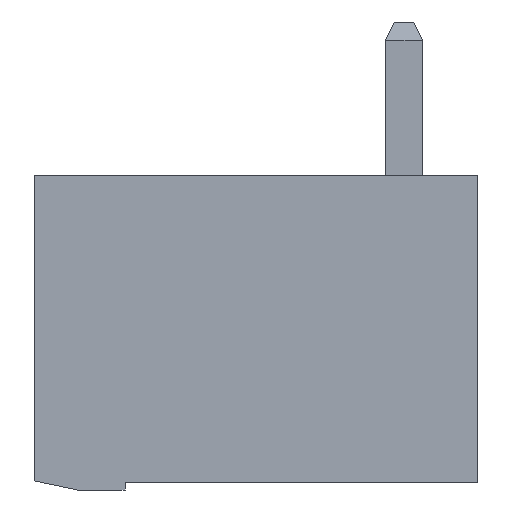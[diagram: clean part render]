
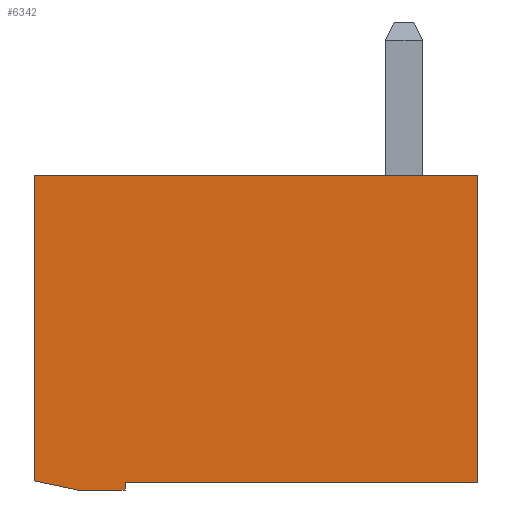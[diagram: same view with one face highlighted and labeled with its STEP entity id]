
A CAD part, left-side view. The second image highlights one B-rep face of the part: STEP entity #6342.
In plain terms, the highlighted planar face has unit normal (-1, 0, 0).
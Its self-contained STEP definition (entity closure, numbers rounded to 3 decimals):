
#128 = EDGE_CURVE ( 'NONE', #5791, #6653, #8560, .T. ) ;
#1019 = VECTOR ( 'NONE', #2098, 1000. ) ;
#1041 = VECTOR ( 'NONE', #15573, 1000. ) ;
#1244 = DIRECTION ( 'NONE',  ( 0., 1., 0. ) ) ;
#1697 = FACE_OUTER_BOUND ( 'NONE', #6757, .T. ) ;
#1915 = ORIENTED_EDGE ( 'NONE', *, *, #13597, .F. ) ;
#2098 = DIRECTION ( 'NONE',  ( 0., 0., 1. ) ) ;
#2898 = CARTESIAN_POINT ( 'NONE',  ( -33.52, 8.04, -3.25 ) ) ;
#3387 = LINE ( 'NONE', #9997, #8400 ) ;
#3509 = CARTESIAN_POINT ( 'NONE',  ( -33.52, 10.5, -3.205 ) ) ;
#3591 = DIRECTION ( 'NONE',  ( 0., 0.979, 0.205 ) ) ;
#3907 = VECTOR ( 'NONE', #9038, 1000. ) ;
#3942 = CARTESIAN_POINT ( 'NONE',  ( -33.52, 8.04, -3.45 ) ) ;
#4086 = CARTESIAN_POINT ( 'NONE',  ( -33.52, -1.5, 5.05 ) ) ;
#4611 = LINE ( 'NONE', #3509, #9278 ) ;
#5190 = LINE ( 'NONE', #3942, #3907 ) ;
#5350 = PLANE ( 'NONE',  #5533 ) ;
#5363 = ORIENTED_EDGE ( 'NONE', *, *, #9191, .F. ) ;
#5533 = AXIS2_PLACEMENT_3D ( 'NONE', #4086, #12572, #11513 ) ;
#5663 = EDGE_CURVE ( 'NONE', #7985, #7399, #9590, .T. ) ;
#5791 = VERTEX_POINT ( 'NONE', #11821 ) ;
#5818 = ORIENTED_EDGE ( 'NONE', *, *, #7681, .F. ) ;
#6002 = VERTEX_POINT ( 'NONE', #15451 ) ;
#6271 = DIRECTION ( 'NONE',  ( 0., 0., -1. ) ) ;
#6342 = ADVANCED_FACE ( 'NONE', ( #1697 ), #5350, .T. ) ;
#6653 = VERTEX_POINT ( 'NONE', #2898 ) ;
#6757 = EDGE_LOOP ( 'NONE', ( #6859, #15294, #5363, #5818, #8543, #8617, #1915 ) ) ;
#6859 = ORIENTED_EDGE ( 'NONE', *, *, #7860, .F. ) ;
#7005 = CARTESIAN_POINT ( 'NONE',  ( -33.52, -1.5, 5.05 ) ) ;
#7247 = VERTEX_POINT ( 'NONE', #10902 ) ;
#7280 = CARTESIAN_POINT ( 'NONE',  ( -33.52, 10.5, -2.705 ) ) ;
#7399 = VERTEX_POINT ( 'NONE', #7830 ) ;
#7681 = EDGE_CURVE ( 'NONE', #7247, #6002, #3387, .T. ) ;
#7830 = CARTESIAN_POINT ( 'NONE',  ( -33.52, 10.5, 5.05 ) ) ;
#7860 = EDGE_CURVE ( 'NONE', #7399, #16389, #12075, .T. ) ;
#7985 = VERTEX_POINT ( 'NONE', #9282 ) ;
#8400 = VECTOR ( 'NONE', #1244, 1000. ) ;
#8543 = ORIENTED_EDGE ( 'NONE', *, *, #8726, .F. ) ;
#8557 = LINE ( 'NONE', #13616, #15507 ) ;
#8560 = LINE ( 'NONE', #12324, #11173 ) ;
#8617 = ORIENTED_EDGE ( 'NONE', *, *, #128, .F. ) ;
#8726 = EDGE_CURVE ( 'NONE', #6653, #7247, #5190, .T. ) ;
#9038 = DIRECTION ( 'NONE',  ( 0., 0., -1. ) ) ;
#9191 = EDGE_CURVE ( 'NONE', #6002, #7985, #4611, .T. ) ;
#9278 = VECTOR ( 'NONE', #3591, 1000. ) ;
#9282 = CARTESIAN_POINT ( 'NONE',  ( -33.52, 10.5, -3.205 ) ) ;
#9590 = LINE ( 'NONE', #7280, #1019 ) ;
#9997 = CARTESIAN_POINT ( 'NONE',  ( -33.52, 9.327, -3.45 ) ) ;
#10902 = CARTESIAN_POINT ( 'NONE',  ( -33.52, 8.04, -3.45 ) ) ;
#11173 = VECTOR ( 'NONE', #13709, 1000. ) ;
#11513 = DIRECTION ( 'NONE',  ( 0., 0., 1. ) ) ;
#11821 = CARTESIAN_POINT ( 'NONE',  ( -33.52, -1.5, -3.25 ) ) ;
#12075 = LINE ( 'NONE', #14468, #1041 ) ;
#12324 = CARTESIAN_POINT ( 'NONE',  ( -33.52, 8.04, -3.25 ) ) ;
#12572 = DIRECTION ( 'NONE',  ( -1., 0., 0. ) ) ;
#13597 = EDGE_CURVE ( 'NONE', #16389, #5791, #8557, .T. ) ;
#13616 = CARTESIAN_POINT ( 'NONE',  ( -33.52, -1.5, -3.25 ) ) ;
#13709 = DIRECTION ( 'NONE',  ( 0., 1., 0. ) ) ;
#14468 = CARTESIAN_POINT ( 'NONE',  ( -33.52, 10.5, 5.05 ) ) ;
#15294 = ORIENTED_EDGE ( 'NONE', *, *, #5663, .F. ) ;
#15451 = CARTESIAN_POINT ( 'NONE',  ( -33.52, 9.327, -3.45 ) ) ;
#15507 = VECTOR ( 'NONE', #6271, 1000. ) ;
#15573 = DIRECTION ( 'NONE',  ( 0., -1., 0. ) ) ;
#16389 = VERTEX_POINT ( 'NONE', #7005 ) ;
